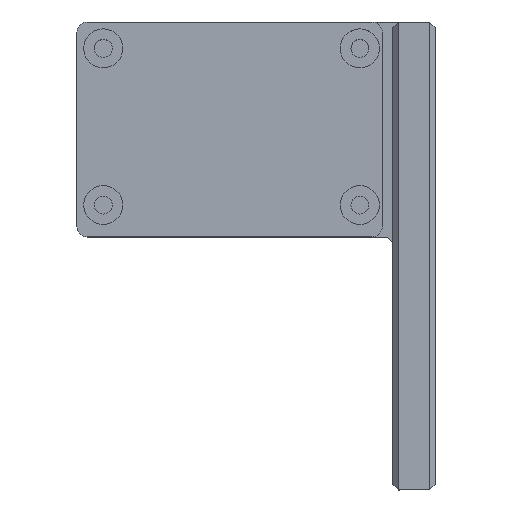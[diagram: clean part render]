
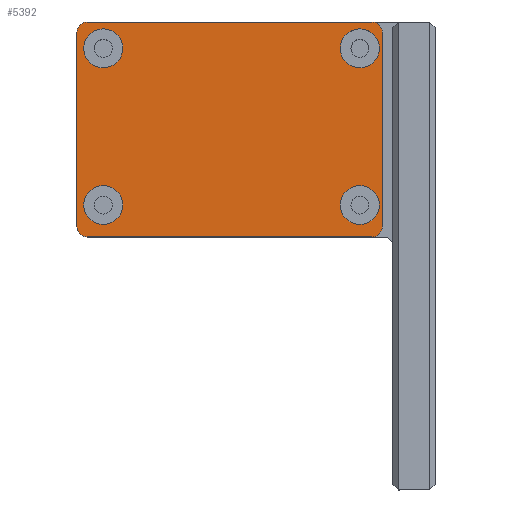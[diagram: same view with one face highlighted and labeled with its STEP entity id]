
A CAD part, top view. The second image highlights one B-rep face of the part: STEP entity #5392.
In plain terms, the highlighted face is planar.
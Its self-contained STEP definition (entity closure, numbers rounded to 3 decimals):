
#215=FACE_BOUND('',#824,.T.);
#216=FACE_BOUND('',#825,.T.);
#217=FACE_BOUND('',#826,.T.);
#218=FACE_BOUND('',#827,.T.);
#270=PLANE('',#5814);
#495=FACE_OUTER_BOUND('',#823,.T.);
#823=EDGE_LOOP('',(#3780,#3781,#3782,#3783,#3784,#3785,#3786,#3787));
#824=EDGE_LOOP('',(#3788));
#825=EDGE_LOOP('',(#3789));
#826=EDGE_LOOP('',(#3790));
#827=EDGE_LOOP('',(#3791));
#1207=LINE('',#7940,#1777);
#1208=LINE('',#7944,#1778);
#1209=LINE('',#7948,#1779);
#1210=LINE('',#7951,#1780);
#1777=VECTOR('',#6341,1000.);
#1778=VECTOR('',#6344,1000.);
#1779=VECTOR('',#6347,1000.);
#1780=VECTOR('',#6350,1000.);
#2346=CIRCLE('',#5813,1.);
#2347=CIRCLE('',#5815,1.);
#2348=CIRCLE('',#5816,1.);
#2349=CIRCLE('',#5817,1.);
#2350=CIRCLE('',#5818,1.85);
#2351=CIRCLE('',#5819,1.85);
#2352=CIRCLE('',#5820,1.85);
#2353=CIRCLE('',#5821,1.85);
#2511=VERTEX_POINT('',#7933);
#2512=VERTEX_POINT('',#7935);
#2513=VERTEX_POINT('',#7939);
#2514=VERTEX_POINT('',#7941);
#2515=VERTEX_POINT('',#7943);
#2516=VERTEX_POINT('',#7945);
#2517=VERTEX_POINT('',#7947);
#2518=VERTEX_POINT('',#7949);
#2519=VERTEX_POINT('',#7952);
#2520=VERTEX_POINT('',#7954);
#2521=VERTEX_POINT('',#7956);
#2522=VERTEX_POINT('',#7958);
#3002=EDGE_CURVE('',#2511,#2512,#2346,.T.);
#3004=EDGE_CURVE('',#2513,#2511,#1207,.T.);
#3005=EDGE_CURVE('',#2514,#2513,#2347,.T.);
#3006=EDGE_CURVE('',#2515,#2514,#1208,.T.);
#3007=EDGE_CURVE('',#2516,#2515,#2348,.T.);
#3008=EDGE_CURVE('',#2517,#2516,#1209,.T.);
#3009=EDGE_CURVE('',#2518,#2517,#2349,.T.);
#3010=EDGE_CURVE('',#2512,#2518,#1210,.T.);
#3011=EDGE_CURVE('',#2519,#2519,#2350,.T.);
#3012=EDGE_CURVE('',#2520,#2520,#2351,.T.);
#3013=EDGE_CURVE('',#2521,#2521,#2352,.T.);
#3014=EDGE_CURVE('',#2522,#2522,#2353,.T.);
#3780=ORIENTED_EDGE('',*,*,#3002,.F.);
#3781=ORIENTED_EDGE('',*,*,#3004,.F.);
#3782=ORIENTED_EDGE('',*,*,#3005,.F.);
#3783=ORIENTED_EDGE('',*,*,#3006,.F.);
#3784=ORIENTED_EDGE('',*,*,#3007,.F.);
#3785=ORIENTED_EDGE('',*,*,#3008,.F.);
#3786=ORIENTED_EDGE('',*,*,#3009,.F.);
#3787=ORIENTED_EDGE('',*,*,#3010,.F.);
#3788=ORIENTED_EDGE('',*,*,#3011,.T.);
#3789=ORIENTED_EDGE('',*,*,#3012,.T.);
#3790=ORIENTED_EDGE('',*,*,#3013,.T.);
#3791=ORIENTED_EDGE('',*,*,#3014,.T.);
#5392=ADVANCED_FACE('',(#495,#215,#216,#217,#218),#270,.F.);
#5813=AXIS2_PLACEMENT_3D('',#7936,#6336,#6337);
#5814=AXIS2_PLACEMENT_3D('',#7938,#6339,#6340);
#5815=AXIS2_PLACEMENT_3D('',#7942,#6342,#6343);
#5816=AXIS2_PLACEMENT_3D('',#7946,#6345,#6346);
#5817=AXIS2_PLACEMENT_3D('',#7950,#6348,#6349);
#5818=AXIS2_PLACEMENT_3D('',#7953,#6351,#6352);
#5819=AXIS2_PLACEMENT_3D('',#7955,#6353,#6354);
#5820=AXIS2_PLACEMENT_3D('',#7957,#6355,#6356);
#5821=AXIS2_PLACEMENT_3D('',#7959,#6357,#6358);
#6336=DIRECTION('center_axis',(0.,1.,0.));
#6337=DIRECTION('ref_axis',(-0.707,0.,-0.707));
#6339=DIRECTION('center_axis',(0.,1.,0.));
#6340=DIRECTION('ref_axis',(0.,0.,1.));
#6341=DIRECTION('',(-1.,0.,0.));
#6342=DIRECTION('center_axis',(0.,1.,0.));
#6343=DIRECTION('ref_axis',(0.707,0.,-0.707));
#6344=DIRECTION('',(0.,0.,-1.));
#6345=DIRECTION('center_axis',(0.,1.,0.));
#6346=DIRECTION('ref_axis',(0.,0.,1.));
#6347=DIRECTION('',(1.,0.,0.));
#6348=DIRECTION('center_axis',(0.,1.,0.));
#6349=DIRECTION('ref_axis',(0.,0.,1.));
#6350=DIRECTION('',(0.,0.,1.));
#6351=DIRECTION('center_axis',(0.,1.,0.));
#6352=DIRECTION('ref_axis',(0.,0.,1.));
#6353=DIRECTION('center_axis',(0.,1.,0.));
#6354=DIRECTION('ref_axis',(0.,0.,1.));
#6355=DIRECTION('center_axis',(0.,1.,0.));
#6356=DIRECTION('ref_axis',(0.,0.,1.));
#6357=DIRECTION('center_axis',(0.,1.,0.));
#6358=DIRECTION('ref_axis',(0.,0.,1.));
#7933=CARTESIAN_POINT('',(-13.5,-7.5,0.));
#7935=CARTESIAN_POINT('',(-14.5,-7.5,1.));
#7936=CARTESIAN_POINT('Origin',(-13.5,-7.5,1.));
#7938=CARTESIAN_POINT('Origin',(-13.5,-7.5,19.4));
#7939=CARTESIAN_POINT('',(13.5,-7.5,0.));
#7940=CARTESIAN_POINT('',(13.5,-7.5,0.));
#7941=CARTESIAN_POINT('',(14.5,-7.5,1.));
#7942=CARTESIAN_POINT('Origin',(13.5,-7.5,1.));
#7943=CARTESIAN_POINT('',(14.5,-7.5,19.4));
#7944=CARTESIAN_POINT('',(14.5,-7.5,19.4));
#7945=CARTESIAN_POINT('',(13.5,-7.5,20.4));
#7946=CARTESIAN_POINT('Origin',(13.5,-7.5,19.4));
#7947=CARTESIAN_POINT('',(-13.5,-7.5,20.4));
#7948=CARTESIAN_POINT('',(13.5,-7.5,20.4));
#7949=CARTESIAN_POINT('',(-14.5,-7.5,19.4));
#7950=CARTESIAN_POINT('Origin',(-13.5,-7.5,19.4));
#7951=CARTESIAN_POINT('',(-14.5,-7.5,19.4));
#7952=CARTESIAN_POINT('',(10.15,-7.5,2.5));
#7953=CARTESIAN_POINT('Origin',(12.,-7.5,2.5));
#7954=CARTESIAN_POINT('',(10.15,-7.5,17.378));
#7955=CARTESIAN_POINT('Origin',(12.,-7.5,17.378));
#7956=CARTESIAN_POINT('',(-14.207,-7.5,17.378));
#7957=CARTESIAN_POINT('Origin',(-12.357,-7.5,17.378));
#7958=CARTESIAN_POINT('',(-14.207,-7.5,2.502));
#7959=CARTESIAN_POINT('Origin',(-12.357,-7.5,2.502));
